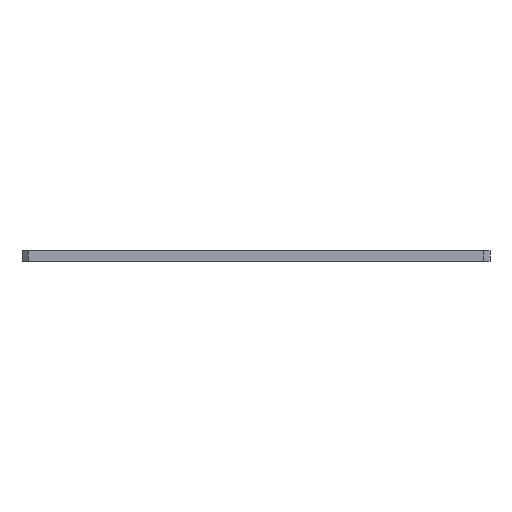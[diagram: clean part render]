
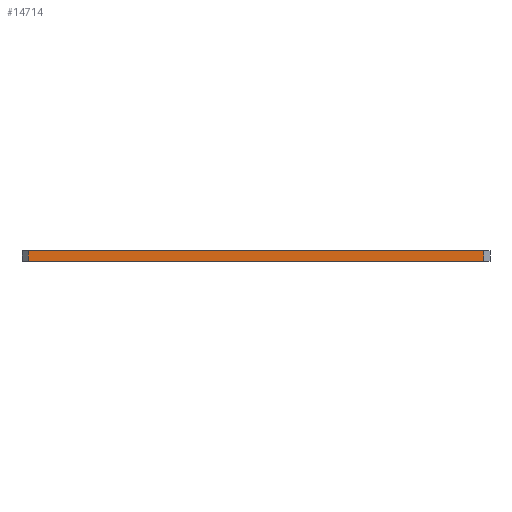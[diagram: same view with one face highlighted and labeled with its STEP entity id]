
A CAD part, left-side view. The second image highlights one B-rep face of the part: STEP entity #14714.
In plain terms, the highlighted planar face has unit normal (-1, 0, 0).
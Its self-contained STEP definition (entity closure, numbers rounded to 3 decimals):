
#609 = CARTESIAN_POINT ( 'NONE',  ( 0., 4.808, 8. ) ) ;
#637 = VERTEX_POINT ( 'NONE', #8160 ) ;
#750 = CARTESIAN_POINT ( 'NONE',  ( 0., 0., 0. ) ) ;
#2886 = LINE ( 'NONE', #10297, #6231 ) ;
#2897 = VECTOR ( 'NONE', #7470, 1000. ) ;
#3440 = VERTEX_POINT ( 'NONE', #8487 ) ;
#3450 = VERTEX_POINT ( 'NONE', #11061 ) ;
#4779 = DIRECTION ( 'NONE',  ( 0., 0., -1. ) ) ;
#4827 = VERTEX_POINT ( 'NONE', #8799 ) ;
#4835 = EDGE_CURVE ( 'NONE', #3440, #4827, #9816, .T. ) ;
#4870 = ORIENTED_EDGE ( 'NONE', *, *, #7308, .T. ) ;
#5809 = AXIS2_PLACEMENT_3D ( 'NONE', #12947, #13105, #4779 ) ;
#5878 = DIRECTION ( 'NONE',  ( 0., 0., -1. ) ) ;
#5973 = ORIENTED_EDGE ( 'NONE', *, *, #9983, .F. ) ;
#6231 = VECTOR ( 'NONE', #12304, 1000. ) ;
#6352 = EDGE_CURVE ( 'NONE', #637, #3450, #10866, .T. ) ;
#6742 = VECTOR ( 'NONE', #8135, 1000. ) ;
#6823 = LINE ( 'NONE', #750, #6742 ) ;
#6967 = FACE_OUTER_BOUND ( 'NONE', #7757, .T. ) ;
#7308 = EDGE_CURVE ( 'NONE', #3450, #4827, #6823, .T. ) ;
#7470 = DIRECTION ( 'NONE',  ( 0., 0., -1. ) ) ;
#7757 = EDGE_LOOP ( 'NONE', ( #4870, #11708, #5973, #14901 ) ) ;
#8135 = DIRECTION ( 'NONE',  ( 0., -1., 0. ) ) ;
#8160 = CARTESIAN_POINT ( 'NONE',  ( 0., 365., 8. ) ) ;
#8487 = CARTESIAN_POINT ( 'NONE',  ( 0., 4.808, 8. ) ) ;
#8799 = CARTESIAN_POINT ( 'NONE',  ( 0., 4.808, 0. ) ) ;
#9816 = LINE ( 'NONE', #609, #2897 ) ;
#9983 = EDGE_CURVE ( 'NONE', #637, #3440, #2886, .T. ) ;
#10297 = CARTESIAN_POINT ( 'NONE',  ( 0., 0., 8. ) ) ;
#10330 = VECTOR ( 'NONE', #5878, 1000. ) ;
#10712 = CARTESIAN_POINT ( 'NONE',  ( 0., 365., 8. ) ) ;
#10779 = PLANE ( 'NONE',  #5809 ) ;
#10866 = LINE ( 'NONE', #10712, #10330 ) ;
#11061 = CARTESIAN_POINT ( 'NONE',  ( 0., 365., 0. ) ) ;
#11708 = ORIENTED_EDGE ( 'NONE', *, *, #4835, .F. ) ;
#12304 = DIRECTION ( 'NONE',  ( 0., -1., 0. ) ) ;
#12947 = CARTESIAN_POINT ( 'NONE',  ( 0., 0., 8. ) ) ;
#13105 = DIRECTION ( 'NONE',  ( 1., 0., 0. ) ) ;
#14714 = ADVANCED_FACE ( 'NONE', ( #6967 ), #10779, .F. ) ;
#14901 = ORIENTED_EDGE ( 'NONE', *, *, #6352, .T. ) ;
